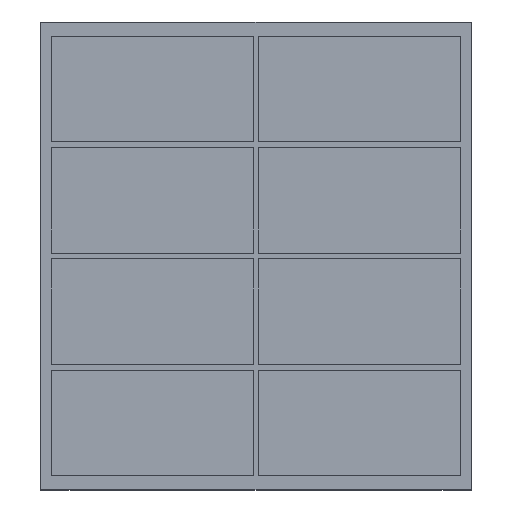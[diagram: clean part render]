
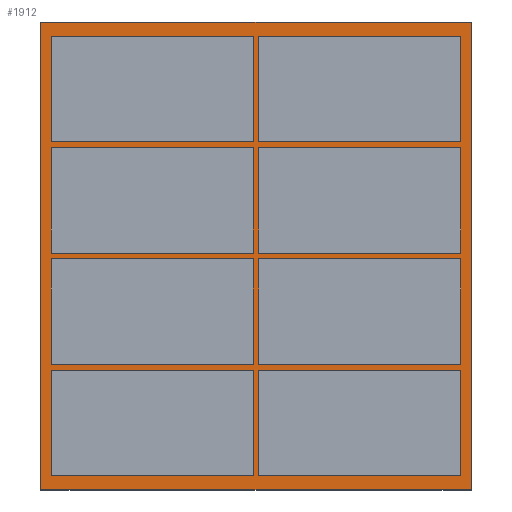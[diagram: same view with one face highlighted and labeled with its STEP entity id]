
A CAD part, top view. The second image highlights one B-rep face of the part: STEP entity #1912.
In plain terms, the highlighted planar face has unit normal (0, 0, 1).
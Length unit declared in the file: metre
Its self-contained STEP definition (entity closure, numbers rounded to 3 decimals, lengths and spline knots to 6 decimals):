
#66=ORIENTED_EDGE('',*,*,#600,.F.);
#67=ORIENTED_EDGE('',*,*,#586,.T.);
#68=ORIENTED_EDGE('',*,*,#601,.T.);
#69=ORIENTED_EDGE('',*,*,#602,.F.);
#70=ORIENTED_EDGE('',*,*,#603,.F.);
#71=ORIENTED_EDGE('',*,*,#604,.T.);
#72=ORIENTED_EDGE('',*,*,#605,.T.);
#73=ORIENTED_EDGE('',*,*,#606,.F.);
#74=ORIENTED_EDGE('',*,*,#607,.F.);
#75=ORIENTED_EDGE('',*,*,#608,.T.);
#76=ORIENTED_EDGE('',*,*,#609,.T.);
#77=ORIENTED_EDGE('',*,*,#610,.F.);
#78=ORIENTED_EDGE('',*,*,#611,.F.);
#79=ORIENTED_EDGE('',*,*,#612,.T.);
#80=ORIENTED_EDGE('',*,*,#613,.T.);
#81=ORIENTED_EDGE('',*,*,#614,.F.);
#82=ORIENTED_EDGE('',*,*,#615,.F.);
#83=ORIENTED_EDGE('',*,*,#616,.T.);
#84=ORIENTED_EDGE('',*,*,#617,.T.);
#85=ORIENTED_EDGE('',*,*,#618,.F.);
#86=ORIENTED_EDGE('',*,*,#619,.F.);
#87=ORIENTED_EDGE('',*,*,#620,.T.);
#88=ORIENTED_EDGE('',*,*,#621,.T.);
#89=ORIENTED_EDGE('',*,*,#622,.F.);
#90=ORIENTED_EDGE('',*,*,#623,.F.);
#91=ORIENTED_EDGE('',*,*,#624,.T.);
#92=ORIENTED_EDGE('',*,*,#625,.T.);
#93=ORIENTED_EDGE('',*,*,#626,.F.);
#94=ORIENTED_EDGE('',*,*,#627,.F.);
#95=ORIENTED_EDGE('',*,*,#628,.T.);
#96=ORIENTED_EDGE('',*,*,#629,.T.);
#97=ORIENTED_EDGE('',*,*,#630,.F.);
#98=ORIENTED_EDGE('',*,*,#631,.F.);
#99=ORIENTED_EDGE('',*,*,#632,.T.);
#100=ORIENTED_EDGE('',*,*,#633,.T.);
#101=ORIENTED_EDGE('',*,*,#634,.F.);
#586=EDGE_CURVE('',#855,#854,#1030,.T.);
#600=EDGE_CURVE('',#855,#866,#1044,.T.);
#601=EDGE_CURVE('',#854,#867,#1045,.T.);
#602=EDGE_CURVE('',#866,#867,#1046,.T.);
#603=EDGE_CURVE('',#868,#869,#1047,.T.);
#604=EDGE_CURVE('',#868,#870,#1048,.T.);
#605=EDGE_CURVE('',#870,#871,#1049,.T.);
#606=EDGE_CURVE('',#869,#871,#1050,.T.);
#607=EDGE_CURVE('',#872,#873,#1051,.T.);
#608=EDGE_CURVE('',#872,#874,#1052,.T.);
#609=EDGE_CURVE('',#874,#875,#1053,.T.);
#610=EDGE_CURVE('',#873,#875,#1054,.T.);
#611=EDGE_CURVE('',#876,#877,#1055,.T.);
#612=EDGE_CURVE('',#876,#878,#1056,.T.);
#613=EDGE_CURVE('',#878,#879,#1057,.T.);
#614=EDGE_CURVE('',#877,#879,#1058,.T.);
#615=EDGE_CURVE('',#880,#881,#1059,.T.);
#616=EDGE_CURVE('',#880,#882,#1060,.T.);
#617=EDGE_CURVE('',#882,#883,#1061,.T.);
#618=EDGE_CURVE('',#881,#883,#1062,.T.);
#619=EDGE_CURVE('',#884,#885,#1063,.T.);
#620=EDGE_CURVE('',#884,#886,#1064,.T.);
#621=EDGE_CURVE('',#886,#887,#1065,.T.);
#622=EDGE_CURVE('',#885,#887,#1066,.T.);
#623=EDGE_CURVE('',#888,#889,#1067,.T.);
#624=EDGE_CURVE('',#888,#890,#1068,.T.);
#625=EDGE_CURVE('',#890,#891,#1069,.T.);
#626=EDGE_CURVE('',#889,#891,#1070,.T.);
#627=EDGE_CURVE('',#892,#893,#1071,.T.);
#628=EDGE_CURVE('',#892,#894,#1072,.T.);
#629=EDGE_CURVE('',#894,#895,#1073,.T.);
#630=EDGE_CURVE('',#893,#895,#1074,.T.);
#631=EDGE_CURVE('',#896,#897,#1075,.T.);
#632=EDGE_CURVE('',#896,#898,#1076,.T.);
#633=EDGE_CURVE('',#898,#899,#1077,.T.);
#634=EDGE_CURVE('',#897,#899,#1078,.T.);
#854=VERTEX_POINT('',#2823);
#855=VERTEX_POINT('',#2825);
#866=VERTEX_POINT('',#2852);
#867=VERTEX_POINT('',#2854);
#868=VERTEX_POINT('',#2857);
#869=VERTEX_POINT('',#2858);
#870=VERTEX_POINT('',#2860);
#871=VERTEX_POINT('',#2862);
#872=VERTEX_POINT('',#2865);
#873=VERTEX_POINT('',#2866);
#874=VERTEX_POINT('',#2868);
#875=VERTEX_POINT('',#2870);
#876=VERTEX_POINT('',#2873);
#877=VERTEX_POINT('',#2874);
#878=VERTEX_POINT('',#2876);
#879=VERTEX_POINT('',#2878);
#880=VERTEX_POINT('',#2881);
#881=VERTEX_POINT('',#2882);
#882=VERTEX_POINT('',#2884);
#883=VERTEX_POINT('',#2886);
#884=VERTEX_POINT('',#2889);
#885=VERTEX_POINT('',#2890);
#886=VERTEX_POINT('',#2892);
#887=VERTEX_POINT('',#2894);
#888=VERTEX_POINT('',#2897);
#889=VERTEX_POINT('',#2898);
#890=VERTEX_POINT('',#2900);
#891=VERTEX_POINT('',#2902);
#892=VERTEX_POINT('',#2905);
#893=VERTEX_POINT('',#2906);
#894=VERTEX_POINT('',#2908);
#895=VERTEX_POINT('',#2910);
#896=VERTEX_POINT('',#2913);
#897=VERTEX_POINT('',#2914);
#898=VERTEX_POINT('',#2916);
#899=VERTEX_POINT('',#2918);
#1030=LINE('',#2824,#1298);
#1044=LINE('',#2851,#1312);
#1045=LINE('',#2853,#1313);
#1046=LINE('',#2855,#1314);
#1047=LINE('',#2856,#1315);
#1048=LINE('',#2859,#1316);
#1049=LINE('',#2861,#1317);
#1050=LINE('',#2863,#1318);
#1051=LINE('',#2864,#1319);
#1052=LINE('',#2867,#1320);
#1053=LINE('',#2869,#1321);
#1054=LINE('',#2871,#1322);
#1055=LINE('',#2872,#1323);
#1056=LINE('',#2875,#1324);
#1057=LINE('',#2877,#1325);
#1058=LINE('',#2879,#1326);
#1059=LINE('',#2880,#1327);
#1060=LINE('',#2883,#1328);
#1061=LINE('',#2885,#1329);
#1062=LINE('',#2887,#1330);
#1063=LINE('',#2888,#1331);
#1064=LINE('',#2891,#1332);
#1065=LINE('',#2893,#1333);
#1066=LINE('',#2895,#1334);
#1067=LINE('',#2896,#1335);
#1068=LINE('',#2899,#1336);
#1069=LINE('',#2901,#1337);
#1070=LINE('',#2903,#1338);
#1071=LINE('',#2904,#1339);
#1072=LINE('',#2907,#1340);
#1073=LINE('',#2909,#1341);
#1074=LINE('',#2911,#1342);
#1075=LINE('',#2912,#1343);
#1076=LINE('',#2915,#1344);
#1077=LINE('',#2917,#1345);
#1078=LINE('',#2919,#1346);
#1298=VECTOR('',#2293,1.);
#1312=VECTOR('',#2311,1.);
#1313=VECTOR('',#2312,1.);
#1314=VECTOR('',#2313,1.);
#1315=VECTOR('',#2314,1.);
#1316=VECTOR('',#2315,1.);
#1317=VECTOR('',#2316,1.);
#1318=VECTOR('',#2317,1.);
#1319=VECTOR('',#2318,1.);
#1320=VECTOR('',#2319,1.);
#1321=VECTOR('',#2320,1.);
#1322=VECTOR('',#2321,1.);
#1323=VECTOR('',#2322,1.);
#1324=VECTOR('',#2323,1.);
#1325=VECTOR('',#2324,1.);
#1326=VECTOR('',#2325,1.);
#1327=VECTOR('',#2326,1.);
#1328=VECTOR('',#2327,1.);
#1329=VECTOR('',#2328,1.);
#1330=VECTOR('',#2329,1.);
#1331=VECTOR('',#2330,1.);
#1332=VECTOR('',#2331,1.);
#1333=VECTOR('',#2332,1.);
#1334=VECTOR('',#2333,1.);
#1335=VECTOR('',#2334,1.);
#1336=VECTOR('',#2335,1.);
#1337=VECTOR('',#2336,1.);
#1338=VECTOR('',#2337,1.);
#1339=VECTOR('',#2338,1.);
#1340=VECTOR('',#2339,1.);
#1341=VECTOR('',#2340,1.);
#1342=VECTOR('',#2341,1.);
#1343=VECTOR('',#2342,1.);
#1344=VECTOR('',#2343,1.);
#1345=VECTOR('',#2344,1.);
#1346=VECTOR('',#2345,1.);
#1554=EDGE_LOOP('',(#66,#67,#68,#69));
#1555=EDGE_LOOP('',(#70,#71,#72,#73));
#1556=EDGE_LOOP('',(#74,#75,#76,#77));
#1557=EDGE_LOOP('',(#78,#79,#80,#81));
#1558=EDGE_LOOP('',(#82,#83,#84,#85));
#1559=EDGE_LOOP('',(#86,#87,#88,#89));
#1560=EDGE_LOOP('',(#90,#91,#92,#93));
#1561=EDGE_LOOP('',(#94,#95,#96,#97));
#1562=EDGE_LOOP('',(#98,#99,#100,#101));
#1676=FACE_BOUND('',#1554,.T.);
#1677=FACE_BOUND('',#1555,.T.);
#1678=FACE_BOUND('',#1556,.T.);
#1679=FACE_BOUND('',#1557,.T.);
#1680=FACE_BOUND('',#1558,.T.);
#1681=FACE_BOUND('',#1559,.T.);
#1682=FACE_BOUND('',#1560,.T.);
#1683=FACE_BOUND('',#1561,.T.);
#1684=FACE_BOUND('',#1562,.T.);
#1798=PLANE('',#2149);
#1912=ADVANCED_FACE('',(#1676,#1677,#1678,#1679,#1680,#1681,#1682,#1683,
#1684),#1798,.T.);
#2149=AXIS2_PLACEMENT_3D('',#2850,#2309,#2310);
#2293=DIRECTION('',(1.,0.,0.));
#2309=DIRECTION('',(0.,0.,1.));
#2310=DIRECTION('',(1.,0.,0.));
#2311=DIRECTION('',(0.,1.,0.));
#2312=DIRECTION('',(0.,1.,0.));
#2313=DIRECTION('',(1.,0.,0.));
#2314=DIRECTION('',(0.,-1.,0.));
#2315=DIRECTION('',(1.,0.,0.));
#2316=DIRECTION('',(0.,-1.,0.));
#2317=DIRECTION('',(1.,0.,0.));
#2318=DIRECTION('',(0.,-1.,0.));
#2319=DIRECTION('',(1.,0.,0.));
#2320=DIRECTION('',(0.,-1.,0.));
#2321=DIRECTION('',(1.,0.,0.));
#2322=DIRECTION('',(0.,-1.,0.));
#2323=DIRECTION('',(1.,0.,0.));
#2324=DIRECTION('',(0.,-1.,0.));
#2325=DIRECTION('',(1.,0.,0.));
#2326=DIRECTION('',(0.,-1.,0.));
#2327=DIRECTION('',(1.,0.,0.));
#2328=DIRECTION('',(0.,-1.,0.));
#2329=DIRECTION('',(1.,0.,0.));
#2330=DIRECTION('',(0.,-1.,0.));
#2331=DIRECTION('',(1.,0.,0.));
#2332=DIRECTION('',(0.,-1.,0.));
#2333=DIRECTION('',(1.,0.,0.));
#2334=DIRECTION('',(0.,-1.,0.));
#2335=DIRECTION('',(1.,0.,0.));
#2336=DIRECTION('',(0.,-1.,0.));
#2337=DIRECTION('',(1.,0.,0.));
#2338=DIRECTION('',(0.,-1.,0.));
#2339=DIRECTION('',(1.,0.,0.));
#2340=DIRECTION('',(0.,-1.,0.));
#2341=DIRECTION('',(1.,0.,0.));
#2342=DIRECTION('',(0.,-1.,0.));
#2343=DIRECTION('',(1.,0.,0.));
#2344=DIRECTION('',(0.,-1.,0.));
#2345=DIRECTION('',(1.,0.,0.));
#2823=CARTESIAN_POINT('',(0.023,0.,0.));
#2824=CARTESIAN_POINT('',(0.0115,0.,0.));
#2825=CARTESIAN_POINT('',(0.,0.,0.));
#2850=CARTESIAN_POINT('',(0.0115,0.0125,0.));
#2851=CARTESIAN_POINT('',(0.,0.0125,0.));
#2852=CARTESIAN_POINT('',(0.,0.025,0.));
#2853=CARTESIAN_POINT('',(0.023,0.0125,0.));
#2854=CARTESIAN_POINT('',(0.023,0.025,0.));
#2855=CARTESIAN_POINT('',(0.0115,0.025,0.));
#2856=CARTESIAN_POINT('',(0.00055,0.003575,0.));
#2857=CARTESIAN_POINT('',(0.00055,0.0064,0.));
#2858=CARTESIAN_POINT('',(0.00055,0.00075,0.));
#2859=CARTESIAN_POINT('',(0.00595,0.0064,0.));
#2860=CARTESIAN_POINT('',(0.01135,0.0064,0.));
#2861=CARTESIAN_POINT('',(0.01135,0.003575,0.));
#2862=CARTESIAN_POINT('',(0.01135,0.00075,0.));
#2863=CARTESIAN_POINT('',(0.00595,0.00075,0.));
#2864=CARTESIAN_POINT('',(0.01165,0.021425,0.));
#2865=CARTESIAN_POINT('',(0.01165,0.02425,0.));
#2866=CARTESIAN_POINT('',(0.01165,0.0186,0.));
#2867=CARTESIAN_POINT('',(0.01705,0.02425,0.));
#2868=CARTESIAN_POINT('',(0.02245,0.02425,0.));
#2869=CARTESIAN_POINT('',(0.02245,0.021425,0.));
#2870=CARTESIAN_POINT('',(0.02245,0.0186,0.));
#2871=CARTESIAN_POINT('',(0.01705,0.0186,0.));
#2872=CARTESIAN_POINT('',(0.01165,0.015475,0.));
#2873=CARTESIAN_POINT('',(0.01165,0.0183,0.));
#2874=CARTESIAN_POINT('',(0.01165,0.01265,0.));
#2875=CARTESIAN_POINT('',(0.01705,0.0183,0.));
#2876=CARTESIAN_POINT('',(0.02245,0.0183,0.));
#2877=CARTESIAN_POINT('',(0.02245,0.015475,0.));
#2878=CARTESIAN_POINT('',(0.02245,0.01265,0.));
#2879=CARTESIAN_POINT('',(0.01705,0.01265,0.));
#2880=CARTESIAN_POINT('',(0.01165,0.009525,0.));
#2881=CARTESIAN_POINT('',(0.01165,0.01235,0.));
#2882=CARTESIAN_POINT('',(0.01165,0.0067,0.));
#2883=CARTESIAN_POINT('',(0.01705,0.01235,0.));
#2884=CARTESIAN_POINT('',(0.02245,0.01235,0.));
#2885=CARTESIAN_POINT('',(0.02245,0.009525,0.));
#2886=CARTESIAN_POINT('',(0.02245,0.0067,0.));
#2887=CARTESIAN_POINT('',(0.01705,0.0067,0.));
#2888=CARTESIAN_POINT('',(0.00055,0.009525,0.));
#2889=CARTESIAN_POINT('',(0.00055,0.01235,0.));
#2890=CARTESIAN_POINT('',(0.00055,0.0067,0.));
#2891=CARTESIAN_POINT('',(0.00595,0.01235,0.));
#2892=CARTESIAN_POINT('',(0.01135,0.01235,0.));
#2893=CARTESIAN_POINT('',(0.01135,0.009525,0.));
#2894=CARTESIAN_POINT('',(0.01135,0.0067,0.));
#2895=CARTESIAN_POINT('',(0.00595,0.0067,0.));
#2896=CARTESIAN_POINT('',(0.00055,0.015475,0.));
#2897=CARTESIAN_POINT('',(0.00055,0.0183,0.));
#2898=CARTESIAN_POINT('',(0.00055,0.01265,0.));
#2899=CARTESIAN_POINT('',(0.00595,0.0183,0.));
#2900=CARTESIAN_POINT('',(0.01135,0.0183,0.));
#2901=CARTESIAN_POINT('',(0.01135,0.015475,0.));
#2902=CARTESIAN_POINT('',(0.01135,0.01265,0.));
#2903=CARTESIAN_POINT('',(0.00595,0.01265,0.));
#2904=CARTESIAN_POINT('',(0.00055,0.021425,0.));
#2905=CARTESIAN_POINT('',(0.00055,0.02425,0.));
#2906=CARTESIAN_POINT('',(0.00055,0.0186,0.));
#2907=CARTESIAN_POINT('',(0.00595,0.02425,0.));
#2908=CARTESIAN_POINT('',(0.01135,0.02425,0.));
#2909=CARTESIAN_POINT('',(0.01135,0.021425,0.));
#2910=CARTESIAN_POINT('',(0.01135,0.0186,0.));
#2911=CARTESIAN_POINT('',(0.00595,0.0186,0.));
#2912=CARTESIAN_POINT('',(0.01165,0.003575,0.));
#2913=CARTESIAN_POINT('',(0.01165,0.0064,0.));
#2914=CARTESIAN_POINT('',(0.01165,0.00075,0.));
#2915=CARTESIAN_POINT('',(0.01705,0.0064,0.));
#2916=CARTESIAN_POINT('',(0.02245,0.0064,0.));
#2917=CARTESIAN_POINT('',(0.02245,0.003575,0.));
#2918=CARTESIAN_POINT('',(0.02245,0.00075,0.));
#2919=CARTESIAN_POINT('',(0.01705,0.00075,0.));
